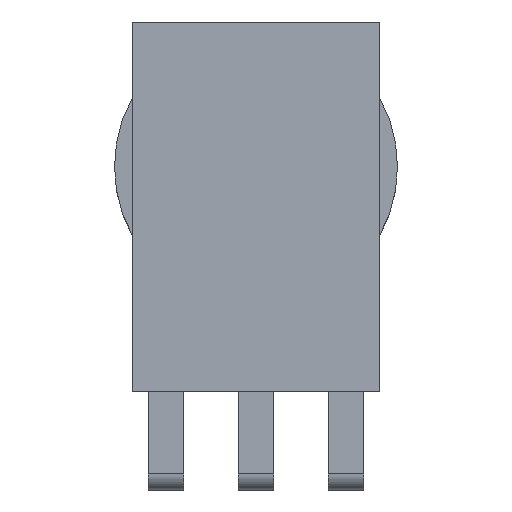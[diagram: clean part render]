
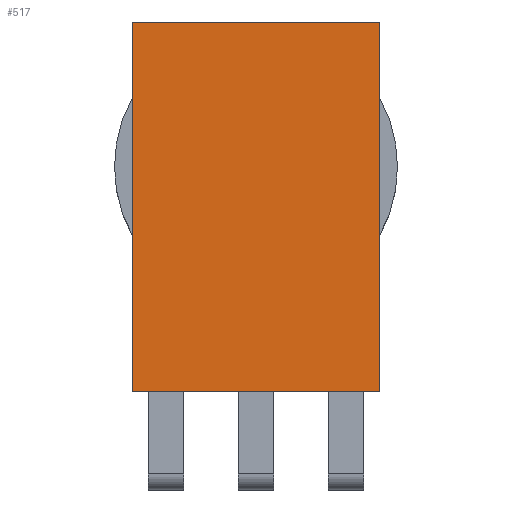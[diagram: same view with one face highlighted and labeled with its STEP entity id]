
A CAD part, front view. The second image highlights one B-rep face of the part: STEP entity #517.
In plain terms, the highlighted planar face has unit normal (0, -1, 0).
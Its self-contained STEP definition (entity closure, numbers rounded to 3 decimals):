
#238 = VERTEX_POINT('',#239);
#239 = CARTESIAN_POINT('',(-3.5,-3.05,0.01));
#245 = EDGE_CURVE('',#238,#246,#248,.T.);
#246 = VERTEX_POINT('',#247);
#247 = CARTESIAN_POINT('',(3.5,-3.05,0.01));
#248 = LINE('',#249,#250);
#249 = CARTESIAN_POINT('',(-3.5,-3.05,0.01));
#250 = VECTOR('',#251,1.);
#251 = DIRECTION('',(1.,0.,0.));
#441 = EDGE_CURVE('',#246,#442,#444,.T.);
#442 = VERTEX_POINT('',#443);
#443 = CARTESIAN_POINT('',(3.5,-3.05,10.45));
#444 = LINE('',#445,#446);
#445 = CARTESIAN_POINT('',(3.5,-3.05,0.01));
#446 = VECTOR('',#447,1.);
#447 = DIRECTION('',(0.,0.,1.));
#499 = VERTEX_POINT('',#500);
#500 = CARTESIAN_POINT('',(-3.5,-3.05,10.45));
#506 = EDGE_CURVE('',#238,#499,#507,.T.);
#507 = LINE('',#508,#509);
#508 = CARTESIAN_POINT('',(-3.5,-3.05,0.01));
#509 = VECTOR('',#510,1.);
#510 = DIRECTION('',(0.,0.,1.));
#517 = ADVANCED_FACE('',(#518),#529,.F.);
#518 = FACE_BOUND('',#519,.F.);
#519 = EDGE_LOOP('',(#520,#521,#527,#528));
#520 = ORIENTED_EDGE('',*,*,#506,.T.);
#521 = ORIENTED_EDGE('',*,*,#522,.T.);
#522 = EDGE_CURVE('',#499,#442,#523,.T.);
#523 = LINE('',#524,#525);
#524 = CARTESIAN_POINT('',(-3.5,-3.05,10.45));
#525 = VECTOR('',#526,1.);
#526 = DIRECTION('',(1.,0.,0.));
#527 = ORIENTED_EDGE('',*,*,#441,.F.);
#528 = ORIENTED_EDGE('',*,*,#245,.F.);
#529 = PLANE('',#530);
#530 = AXIS2_PLACEMENT_3D('',#531,#532,#533);
#531 = CARTESIAN_POINT('',(-3.5,-3.05,0.01));
#532 = DIRECTION('',(0.,1.,0.));
#533 = DIRECTION('',(1.,0.,0.));
